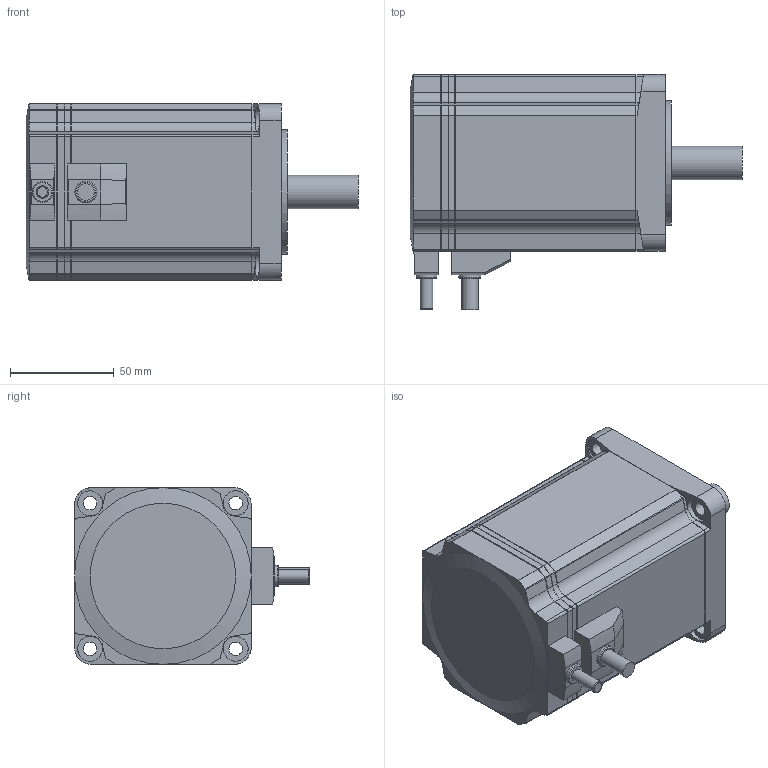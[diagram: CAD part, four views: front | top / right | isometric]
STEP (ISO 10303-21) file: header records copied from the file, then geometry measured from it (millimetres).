
FILE_DESCRIPTION(/* description */ ('STEP AP214'),/* implementation_level */ '2;1');
FILE_NAME(/* name */ 'NXM975A_1',/* time_stamp */ '2025-04-16T02:14:02+02:00',/* author */ ('License CC BY-ND 4.0'),/* organization */ ('CADENAS'),/* preprocessor_version */ 'ST-DEVELOPER v19.3',/* originating_system */ 'PARTsolutions',/* authorisation */ ' ');
FILE_SCHEMA (('AUTOMOTIVE_DESIGN {1 0 10303 214 3 1 1}'));
Length unit declared in the file: millimetre
Products named in the file (3): NXM975A_1; NX0-0; NXM975A
Assembly tree (2 placements, depth 2):
  NXM975A_1
    NX0-0
    NXM975A
Bounding box: 159.7 x 113 x 85 mm (x, y, z)
Volume: 820698.5 mm3; surface area: 58004.3 mm2
Topology: 1 solids, 1 shells, 344 faces, 968 edges, 644 vertices
Faces by surface type: plane 204, cylinder 134, cone 3, torus 3
Full cylindrical faces by diameter (mm): 6 x1, 6.5 x4, 8 x1, 10 x1, 10.5 x1, 12 x4, 16 x1, 60 x1
Entity records: 11147 total; most frequent: CARTESIAN_POINT 2033, DIRECTION 1895, ORIENTED_EDGE 1886, EDGE_CURVE 943, LINE 661, VECTOR 661, VERTEX_POINT 636, AXIS2_PLACEMENT_3D 617
